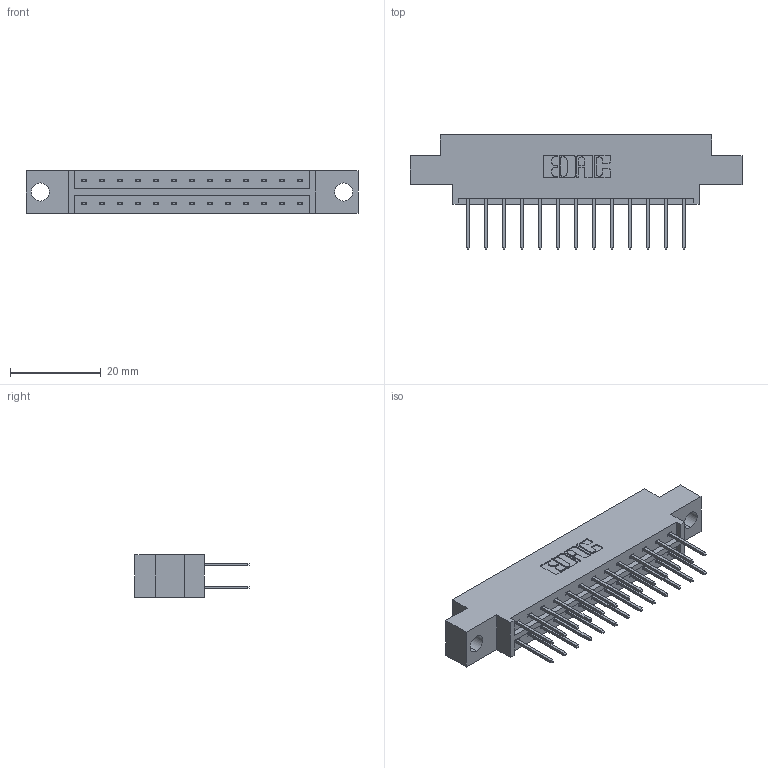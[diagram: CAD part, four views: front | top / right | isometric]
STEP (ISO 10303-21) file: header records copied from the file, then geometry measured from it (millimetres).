
FILE_DESCRIPTION (( 'STEP AP203' ), '1' );
FILE_NAME ('333-026-523-804.STEP', '2018-08-02T12:44:45', ( '' ), ( '' ), 'SwSTEP 2.0', 'SolidWorks 2016', '' );
FILE_SCHEMA (( 'CONFIG_CONTROL_DESIGN' ));
Length unit declared in the file: inch
Products named in the file (3): 333 Part_Offset - .156 Dia - TH; 345-292-001_345-293-123; 333-026-523-804
Assembly tree (27 placements, depth 2):
  333-026-523-804
    333 Part_Offset - .156 Dia - TH
    345-292-001_345-293-123  x26
Bounding box: 73.05 x 25.15 x 9.4 mm (x, y, z)
Volume: 6924.5 mm3; surface area: 8147.3 mm2
Topology: 27 solids, 27 shells, 1470 faces, 4353 edges, 2866 vertices
Faces by surface type: plane 1010, cylinder 460
Entity records: 12267 total; most frequent: CARTESIAN_POINT 2070, ORIENTED_EDGE 2006, DIRECTION 1819, EDGE_CURVE 1003, VECTOR 875, LINE 875, VERTEX_POINT 666, AXIS2_PLACEMENT_3D 472
